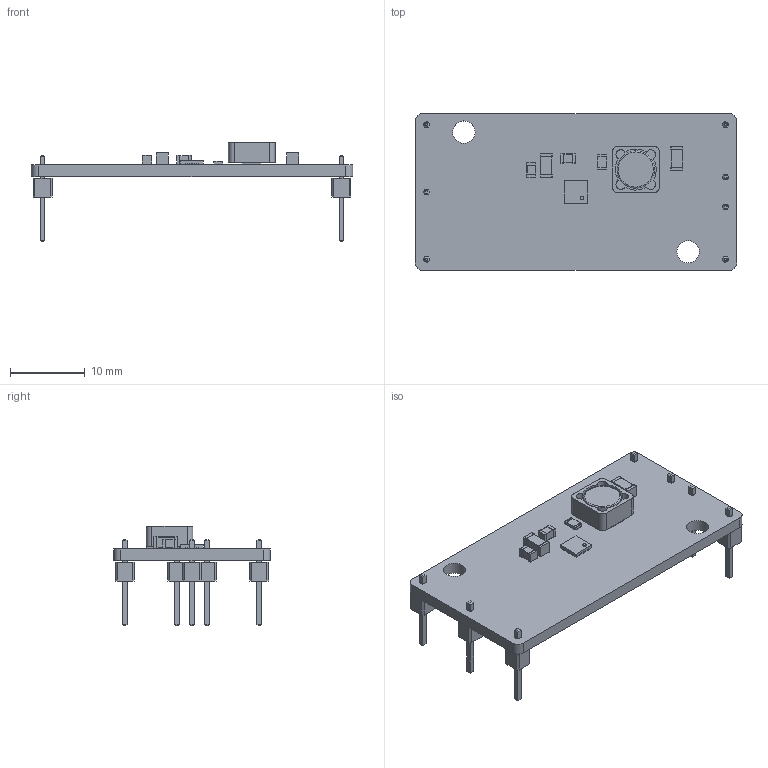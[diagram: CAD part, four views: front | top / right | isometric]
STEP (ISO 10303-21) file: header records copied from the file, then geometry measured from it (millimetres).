
FILE_DESCRIPTION(('KiCad electronic assembly'),'2;1');
FILE_NAME('TPS62133.step','2020-05-29T20:47:54',('Pcbnew'),('Kicad'), 'Open CASCADE STEP processor 6.9','KiCad to STEP converter','Unknown' );
FILE_SCHEMA(('AUTOMOTIVE_DESIGN { 1 0 10303 214 1 1 1 1 }'));
Length unit declared in the file: millimetre
Products named in the file (14): Open CASCADE STEP translator 6.9 1; PinHeader_1x01_P2.54mm_Vertical; SOLID; C_1206_3216Metric; L_Bourns_SRR1260; UQFN-16-1EP_3x3mm_P0.5mm_EP1.75x1.75mm; R_0805_2012Metric; C_0805_2012Metric; COMPOUND
Assembly tree (21 placements, depth 3):
  Open CASCADE STEP translator 6.9 1
    PinHeader_1x01_P2.54mm_Vertical  x7
      SOLID
    C_1206_3216Metric  x2
      SOLID
    L_Bourns_SRR1260
      SOLID
    UQFN-16-1EP_3x3mm_P0.5mm_EP1.75x1.75mm
      SOLID
    R_0805_2012Metric
      SOLID
    C_0805_2012Metric  x2
      SOLID
    COMPOUND
Bounding box: 43 x 21 x 13.34 mm (x, y, z)
Volume: 1676.7 mm3; surface area: 2757.7 mm2
Topology: 15 solids, 15 shells, 499 faces, 1262 edges, 821 vertices
Faces by surface type: bspline 476, cylinder 17, plane 6
Full cylindrical faces by diameter (mm): 0.2 x4, 0.762 x7, 3 x2
Entity records: 18461 total; most frequent: CARTESIAN_POINT 6376, B_SPLINE_CURVE_WITH_KNOTS 1827, ORIENTED_EDGE 1468, PCURVE 1468, DEFINITIONAL_REPRESENTATION 1468, EDGE_CURVE 734, SURFACE_CURVE 718, VERTEX_POINT 485
